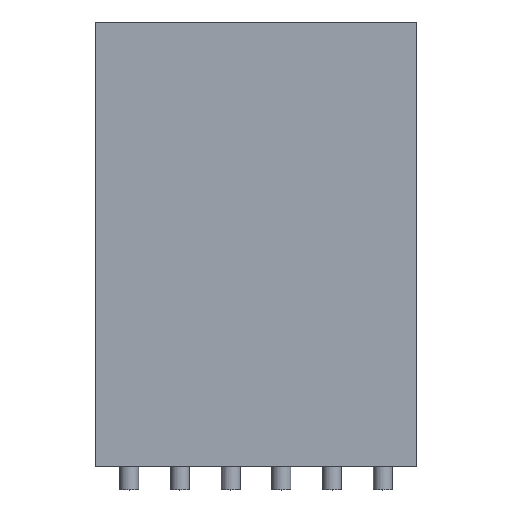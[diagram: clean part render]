
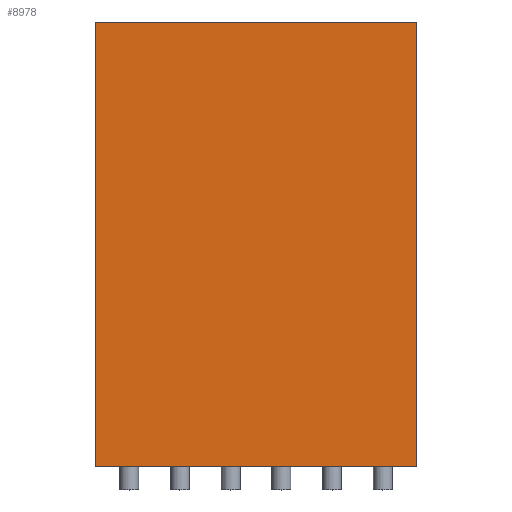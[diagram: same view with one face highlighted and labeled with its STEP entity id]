
A CAD part, top view. The second image highlights one B-rep face of the part: STEP entity #8978.
In plain terms, the highlighted planar face has unit normal (0, 0, 1).
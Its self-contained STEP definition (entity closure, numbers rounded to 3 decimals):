
#1064=FACE_OUTER_BOUND('',#1598,.T.);
#1598=EDGE_LOOP('',(#8183,#8184,#8185,#8186));
#2532=LINE('',#15693,#3472);
#2534=LINE('',#15697,#3474);
#2536=LINE('',#15701,#3476);
#2538=LINE('',#15704,#3478);
#3472=VECTOR('',#10910,10.);
#3474=VECTOR('',#10914,10.);
#3476=VECTOR('',#10918,10.);
#3478=VECTOR('',#10922,10.);
#4331=VERTEX_POINT('',#15690);
#4332=VERTEX_POINT('',#15692);
#4333=VERTEX_POINT('',#15696);
#4334=VERTEX_POINT('',#15700);
#5612=EDGE_CURVE('',#4332,#4331,#2532,.T.);
#5614=EDGE_CURVE('',#4333,#4332,#2534,.T.);
#5616=EDGE_CURVE('',#4334,#4333,#2536,.T.);
#5618=EDGE_CURVE('',#4331,#4334,#2538,.T.);
#8183=ORIENTED_EDGE('',*,*,#5618,.T.);
#8184=ORIENTED_EDGE('',*,*,#5616,.T.);
#8185=ORIENTED_EDGE('',*,*,#5614,.T.);
#8186=ORIENTED_EDGE('',*,*,#5612,.T.);
#8496=PLANE('',#9326);
#8978=ADVANCED_FACE('',(#1064),#8496,.T.);
#9326=AXIS2_PLACEMENT_3D('',#15705,#10923,#10924);
#10910=DIRECTION('',(0.,-1.,0.));
#10914=DIRECTION('',(-1.,0.,0.));
#10918=DIRECTION('',(0.,1.,0.));
#10922=DIRECTION('',(1.,0.,0.));
#10923=DIRECTION('center_axis',(0.,0.,1.));
#10924=DIRECTION('ref_axis',(1.,0.,0.));
#15690=CARTESIAN_POINT('',(-252.5,-350.45,125.));
#15692=CARTESIAN_POINT('',(-252.5,350.45,125.));
#15693=CARTESIAN_POINT('',(-252.5,350.45,125.));
#15696=CARTESIAN_POINT('',(252.5,350.45,125.));
#15697=CARTESIAN_POINT('',(252.5,350.45,125.));
#15700=CARTESIAN_POINT('',(252.5,-350.45,125.));
#15701=CARTESIAN_POINT('',(252.5,-350.45,125.));
#15704=CARTESIAN_POINT('',(-252.5,-350.45,125.));
#15705=CARTESIAN_POINT('Origin',(0.,0.,125.));
